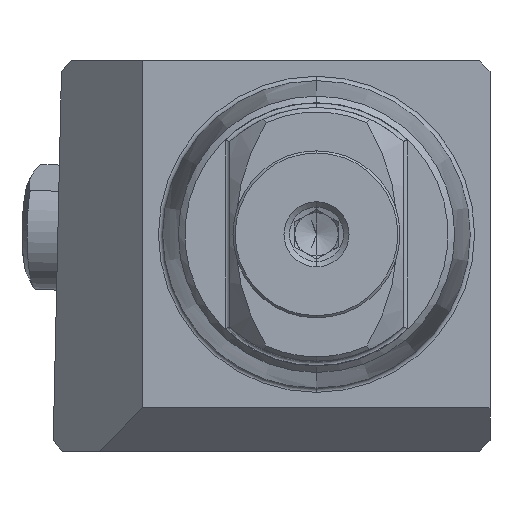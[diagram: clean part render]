
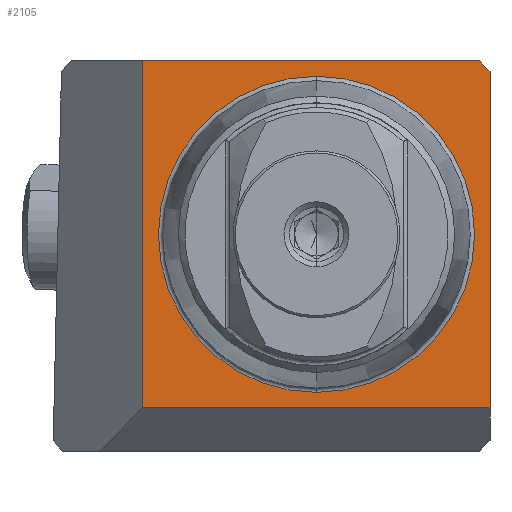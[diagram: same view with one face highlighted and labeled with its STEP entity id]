
A CAD part, left-side view. The second image highlights one B-rep face of the part: STEP entity #2105.
In plain terms, the highlighted planar face has unit normal (-1, 0, 0).
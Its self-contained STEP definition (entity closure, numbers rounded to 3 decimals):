
#344 = CARTESIAN_POINT ( 'NONE',  ( 0., 0., 0. ) ) ;
#447 = ORIENTED_EDGE ( 'NONE', *, *, #6608, .F. ) ;
#904 = VERTEX_POINT ( 'NONE', #2802 ) ;
#956 = DIRECTION ( 'NONE',  ( 0., 1., 0. ) ) ;
#958 = AXIS2_PLACEMENT_3D ( 'NONE', #344, #8341, #4199 ) ;
#1145 = DIRECTION ( 'NONE',  ( 1., 0., 0. ) ) ;
#1368 = CARTESIAN_POINT ( 'NONE',  ( 0., 0., 7.287 ) ) ;
#1551 = LINE ( 'NONE', #10156, #6790 ) ;
#1919 = EDGE_CURVE ( 'NONE', #904, #3471, #3659, .T. ) ;
#2048 = EDGE_CURVE ( 'NONE', #10076, #3471, #5591, .T. ) ;
#2105 = ADVANCED_FACE ( 'NONE', ( #3442, #6648 ), #8223, .F. ) ;
#2144 = EDGE_LOOP ( 'NONE', ( #447, #7264 ) ) ;
#2322 = VERTEX_POINT ( 'NONE', #3696 ) ;
#2443 = CARTESIAN_POINT ( 'NONE',  ( 0., -8., -8. ) ) ;
#2567 = VERTEX_POINT ( 'NONE', #4459 ) ;
#2753 = EDGE_CURVE ( 'NONE', #9173, #904, #4921, .T. ) ;
#2802 = CARTESIAN_POINT ( 'NONE',  ( 0., 8., -8. ) ) ;
#2974 = VECTOR ( 'NONE', #7537, 1000. ) ;
#3442 = FACE_BOUND ( 'NONE', #2144, .T. ) ;
#3471 = VERTEX_POINT ( 'NONE', #4123 ) ;
#3644 = AXIS2_PLACEMENT_3D ( 'NONE', #9856, #1145, #6490 ) ;
#3659 = LINE ( 'NONE', #9279, #3797 ) ;
#3696 = CARTESIAN_POINT ( 'NONE',  ( 0., 0., -7.287 ) ) ;
#3797 = VECTOR ( 'NONE', #3858, 1000. ) ;
#3858 = DIRECTION ( 'NONE',  ( 0., 0., 1. ) ) ;
#3900 = DIRECTION ( 'NONE',  ( -1., 0., 0. ) ) ;
#3957 = CARTESIAN_POINT ( 'NONE',  ( 0., 0., 0. ) ) ;
#3964 = CARTESIAN_POINT ( 'NONE',  ( 0., 7.287, 8. ) ) ;
#4010 = DIRECTION ( 'NONE',  ( 0., 0., 1. ) ) ;
#4123 = CARTESIAN_POINT ( 'NONE',  ( 0., 8., 8. ) ) ;
#4199 = DIRECTION ( 'NONE',  ( 0., 0., 1. ) ) ;
#4367 = AXIS2_PLACEMENT_3D ( 'NONE', #3957, #3900, #4010 ) ;
#4459 = CARTESIAN_POINT ( 'NONE',  ( 0., -8., 7.5 ) ) ;
#4921 = LINE ( 'NONE', #8766, #6576 ) ;
#4963 = EDGE_CURVE ( 'NONE', #2322, #8105, #8550, .T. ) ;
#5591 = LINE ( 'NONE', #3964, #2974 ) ;
#5616 = ORIENTED_EDGE ( 'NONE', *, *, #5831, .T. ) ;
#5831 = EDGE_CURVE ( 'NONE', #2567, #10076, #1551, .T. ) ;
#6490 = DIRECTION ( 'NONE',  ( 0., 0., -1. ) ) ;
#6576 = VECTOR ( 'NONE', #956, 1000. ) ;
#6608 = EDGE_CURVE ( 'NONE', #8105, #2322, #8647, .T. ) ;
#6648 = FACE_OUTER_BOUND ( 'NONE', #8512, .T. ) ;
#6790 = VECTOR ( 'NONE', #9362, 1000. ) ;
#6913 = DIRECTION ( 'NONE',  ( 0., 0., 1. ) ) ;
#7064 = LINE ( 'NONE', #9387, #9424 ) ;
#7264 = ORIENTED_EDGE ( 'NONE', *, *, #4963, .F. ) ;
#7537 = DIRECTION ( 'NONE',  ( 0., 1., 0. ) ) ;
#8036 = EDGE_CURVE ( 'NONE', #9173, #2567, #7064, .T. ) ;
#8105 = VERTEX_POINT ( 'NONE', #1368 ) ;
#8223 = PLANE ( 'NONE',  #3644 ) ;
#8341 = DIRECTION ( 'NONE',  ( -1., 0., 0. ) ) ;
#8512 = EDGE_LOOP ( 'NONE', ( #9325, #5616, #10205, #10190, #8783 ) ) ;
#8550 = CIRCLE ( 'NONE', #4367, 7.287 ) ;
#8647 = CIRCLE ( 'NONE', #958, 7.287 ) ;
#8766 = CARTESIAN_POINT ( 'NONE',  ( 0., -8., -8. ) ) ;
#8783 = ORIENTED_EDGE ( 'NONE', *, *, #2753, .F. ) ;
#9095 = CARTESIAN_POINT ( 'NONE',  ( 0., -7.5, 8. ) ) ;
#9173 = VERTEX_POINT ( 'NONE', #2443 ) ;
#9279 = CARTESIAN_POINT ( 'NONE',  ( 0., 8., -10. ) ) ;
#9325 = ORIENTED_EDGE ( 'NONE', *, *, #8036, .T. ) ;
#9362 = DIRECTION ( 'NONE',  ( 0., 0.707, 0.707 ) ) ;
#9387 = CARTESIAN_POINT ( 'NONE',  ( 0., -8., 0. ) ) ;
#9424 = VECTOR ( 'NONE', #6913, 1000. ) ;
#9856 = CARTESIAN_POINT ( 'NONE',  ( 0., 7.287, 0. ) ) ;
#10076 = VERTEX_POINT ( 'NONE', #9095 ) ;
#10156 = CARTESIAN_POINT ( 'NONE',  ( 0., -7.5, 8. ) ) ;
#10190 = ORIENTED_EDGE ( 'NONE', *, *, #1919, .F. ) ;
#10205 = ORIENTED_EDGE ( 'NONE', *, *, #2048, .T. ) ;
